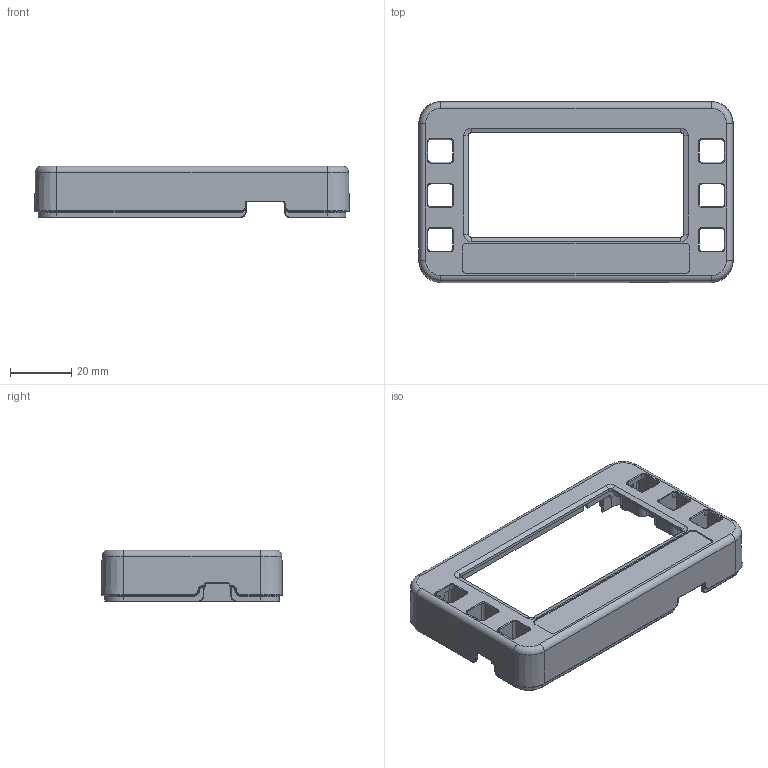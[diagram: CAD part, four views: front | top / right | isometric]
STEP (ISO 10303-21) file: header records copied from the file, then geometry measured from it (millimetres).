
FILE_DESCRIPTION (( 'STEP AP214' ), '1' );
FILE_NAME ('t400-front.STEP', '2015-10-15T05:37:19', ( '' ), ( '' ), 'SwSTEP 2.0', 'SolidWorks 2013', '' );
FILE_SCHEMA (( 'AUTOMOTIVE_DESIGN' ));
Length unit declared in the file: millimetre
Products named in the file (1): t400-front
Bounding box: 102.53 x 59.06 x 16.85 mm (x, y, z)
Volume: 14985.7 mm3; surface area: 19588.2 mm2
Topology: 1 solids, 1 shells, 1089 faces, 2641 edges, 1559 vertices
Faces by surface type: cylinder 426, plane 260, bspline 144, sphere 122, torus 74, cone 63
Entity records: 40293 total; most frequent: CARTESIAN_POINT 10233, ORIENTED_EDGE 5274, DIRECTION 4802, EDGE_CURVE 2637, AXIS2_PLACEMENT_3D 1818, VERTEX_POINT 1559, VECTOR 1166, LINE 1166
